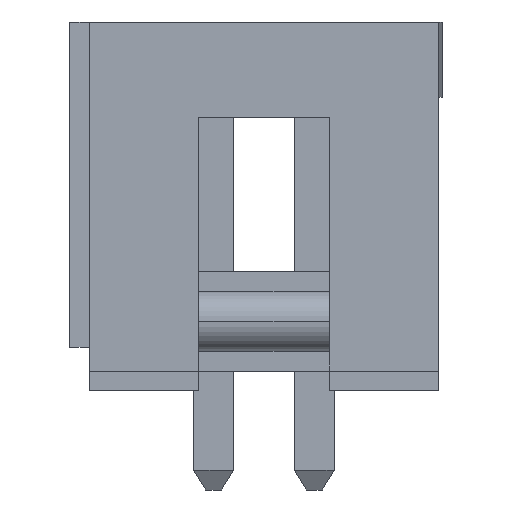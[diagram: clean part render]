
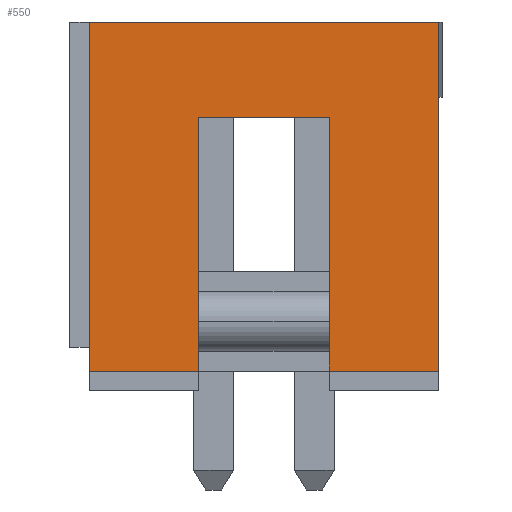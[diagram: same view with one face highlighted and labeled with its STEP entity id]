
A CAD part, left-side view. The second image highlights one B-rep face of the part: STEP entity #550.
In plain terms, the highlighted planar face has unit normal (-1, 0, 0).
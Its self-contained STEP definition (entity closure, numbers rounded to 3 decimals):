
#359 = EDGE_CURVE ( 'NONE', #1730, #1676, #3460, .T. ) ;
#474 = VERTEX_POINT ( 'NONE', #3702 ) ;
#538 = EDGE_CURVE ( 'NONE', #1719, #474, #3796, .T. ) ;
#550 = ADVANCED_FACE ( 'NONE', ( #3849 ), #3847, .T. ) ;
#551 = ORIENTED_EDGE ( 'NONE', *, *, #1757, .T. ) ;
#552 = ORIENTED_EDGE ( 'NONE', *, *, #359, .T. ) ;
#553 = ORIENTED_EDGE ( 'NONE', *, *, #1675, .T. ) ;
#554 = ORIENTED_EDGE ( 'NONE', *, *, #1674, .T. ) ;
#555 = ORIENTED_EDGE ( 'NONE', *, *, #538, .T. ) ;
#556 = ORIENTED_EDGE ( 'NONE', *, *, #557, .F. ) ;
#557 = EDGE_CURVE ( 'NONE', #558, #474, #3848, .T. ) ;
#558 = VERTEX_POINT ( 'NONE', #3839 ) ;
#559 = ORIENTED_EDGE ( 'NONE', *, *, #614, .F. ) ;
#569 = EDGE_CURVE ( 'NONE', #570, #1758, #3890, .T. ) ;
#570 = VERTEX_POINT ( 'NONE', #3886 ) ;
#573 = EDGE_LOOP ( 'NONE', ( #551, #552, #553, #554, #555, #556, #559, #615 ) ) ;
#614 = EDGE_CURVE ( 'NONE', #570, #558, #3932, .T. ) ;
#615 = ORIENTED_EDGE ( 'NONE', *, *, #569, .T. ) ;
#1674 = EDGE_CURVE ( 'NONE', #1678, #1719, #6765, .T. ) ;
#1675 = EDGE_CURVE ( 'NONE', #1676, #1678, #6758, .T. ) ;
#1676 = VERTEX_POINT ( 'NONE', #6819 ) ;
#1678 = VERTEX_POINT ( 'NONE', #6818 ) ;
#1719 = VERTEX_POINT ( 'NONE', #6828 ) ;
#1730 = VERTEX_POINT ( 'NONE', #6822 ) ;
#1757 = EDGE_CURVE ( 'NONE', #1758, #1730, #6931, .T. ) ;
#1758 = VERTEX_POINT ( 'NONE', #6927 ) ;
#3457 = DIRECTION ( 'NONE',  ( 0., -1., 0. ) ) ;
#3458 = VECTOR ( 'NONE', #3457, 1000. ) ;
#3459 = CARTESIAN_POINT ( 'NONE',  ( -10.1, 0., 6.4 ) ) ;
#3460 = LINE ( 'NONE', #3459, #3458 ) ;
#3702 = CARTESIAN_POINT ( 'NONE',  ( -10.1, 0., 8.8 ) ) ;
#3796 = LINE ( 'NONE', #3856, #3855 ) ;
#3839 = CARTESIAN_POINT ( 'NONE',  ( -10.1, 8.8, 8.8 ) ) ;
#3840 = DIRECTION ( 'NONE',  ( 0., -1., 0. ) ) ;
#3841 = VECTOR ( 'NONE', #3840, 1000. ) ;
#3842 = CARTESIAN_POINT ( 'NONE',  ( -10.1, 4.4, 8.8 ) ) ;
#3843 = DIRECTION ( 'NONE',  ( 0., 0., 1. ) ) ;
#3844 = DIRECTION ( 'NONE',  ( -1., 0., 0. ) ) ;
#3845 = CARTESIAN_POINT ( 'NONE',  ( -10.1, 0., 0. ) ) ;
#3846 = AXIS2_PLACEMENT_3D ( 'NONE', #3845, #3844, #3843 ) ;
#3847 = PLANE ( 'NONE',  #3846 ) ;
#3848 = LINE ( 'NONE', #3842, #3841 ) ;
#3849 = FACE_OUTER_BOUND ( 'NONE', #573, .T. ) ;
#3854 = DIRECTION ( 'NONE',  ( 0., 0., 1. ) ) ;
#3855 = VECTOR ( 'NONE', #3854, 1000. ) ;
#3856 = CARTESIAN_POINT ( 'NONE',  ( -10.1, 0., 0. ) ) ;
#3886 = CARTESIAN_POINT ( 'NONE',  ( -10.1, 8.8, 0. ) ) ;
#3887 = DIRECTION ( 'NONE',  ( 0., -1., 0. ) ) ;
#3888 = VECTOR ( 'NONE', #3887, 1000. ) ;
#3889 = CARTESIAN_POINT ( 'NONE',  ( -10.1, 0., 0. ) ) ;
#3890 = LINE ( 'NONE', #3889, #3888 ) ;
#3929 = DIRECTION ( 'NONE',  ( 0., 0., 1. ) ) ;
#3930 = VECTOR ( 'NONE', #3929, 1000. ) ;
#3931 = CARTESIAN_POINT ( 'NONE',  ( -10.1, 8.8, 0. ) ) ;
#3932 = LINE ( 'NONE', #3931, #3930 ) ;
#6757 = CARTESIAN_POINT ( 'NONE',  ( -10.1, 2.75, 0. ) ) ;
#6758 = LINE ( 'NONE', #6757, #6821 ) ;
#6759 = DIRECTION ( 'NONE',  ( 0., -1., 0. ) ) ;
#6760 = VECTOR ( 'NONE', #6759, 1000. ) ;
#6761 = CARTESIAN_POINT ( 'NONE',  ( -10.1, 0., 0. ) ) ;
#6765 = LINE ( 'NONE', #6761, #6760 ) ;
#6818 = CARTESIAN_POINT ( 'NONE',  ( -10.1, 2.75, 0. ) ) ;
#6819 = CARTESIAN_POINT ( 'NONE',  ( -10.1, 2.75, 6.4 ) ) ;
#6820 = DIRECTION ( 'NONE',  ( 0., 0., -1. ) ) ;
#6821 = VECTOR ( 'NONE', #6820, 1000. ) ;
#6822 = CARTESIAN_POINT ( 'NONE',  ( -10.1, 6.05, 6.4 ) ) ;
#6828 = CARTESIAN_POINT ( 'NONE',  ( -10.1, 0., 0. ) ) ;
#6927 = CARTESIAN_POINT ( 'NONE',  ( -10.1, 6.05, 0. ) ) ;
#6928 = DIRECTION ( 'NONE',  ( 0., 0., 1. ) ) ;
#6929 = VECTOR ( 'NONE', #6928, 1000. ) ;
#6930 = CARTESIAN_POINT ( 'NONE',  ( -10.1, 6.05, 0. ) ) ;
#6931 = LINE ( 'NONE', #6930, #6929 ) ;
